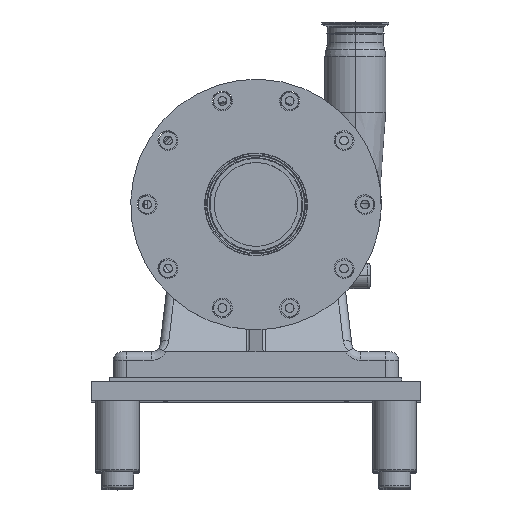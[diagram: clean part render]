
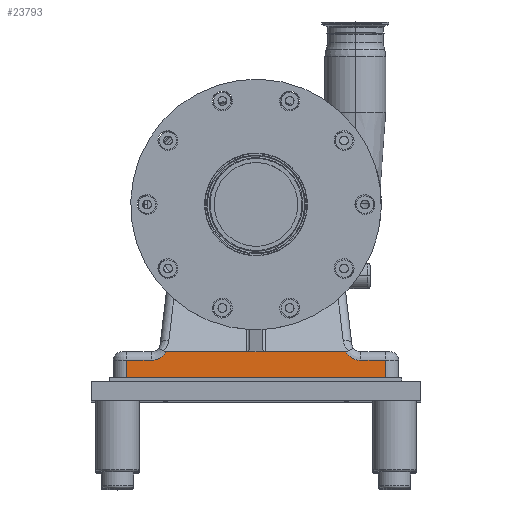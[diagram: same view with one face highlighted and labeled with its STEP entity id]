
A CAD part, top view. The second image highlights one B-rep face of the part: STEP entity #23793.
In plain terms, the highlighted planar face has unit normal (0, 0, 1).
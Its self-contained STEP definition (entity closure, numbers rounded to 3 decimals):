
#123 = CARTESIAN_POINT ( 'NONE',  ( -113.804, -180., -121.5 ) ) ;
#1024 = DIRECTION ( 'NONE',  ( -1., 0., 0. ) ) ;
#1251 = VECTOR ( 'NONE', #20276, 1000. ) ;
#1883 = EDGE_CURVE ( 'NONE', #5840, #6120, #17691, .T. ) ;
#2098 = CARTESIAN_POINT ( 'NONE',  ( -10.5, -170., -121.5 ) ) ;
#2119 = CARTESIAN_POINT ( 'NONE',  ( -103.789, -170., -121.5 ) ) ;
#2269 = LINE ( 'NONE', #10833, #15945 ) ;
#2537 = VECTOR ( 'NONE', #23487, 1000. ) ;
#3057 = ORIENTED_EDGE ( 'NONE', *, *, #17343, .T. ) ;
#3330 = EDGE_CURVE ( 'NONE', #26148, #17077, #27005, .T. ) ;
#3377 = CARTESIAN_POINT ( 'NONE',  ( -150., -180., -121.5 ) ) ;
#3553 = ORIENTED_EDGE ( 'NONE', *, *, #3330, .T. ) ;
#3565 = CARTESIAN_POINT ( 'NONE',  ( -150., -180., -121.5 ) ) ;
#3637 = VECTOR ( 'NONE', #4542, 1000. ) ;
#4542 = DIRECTION ( 'NONE',  ( 1., 0., 0. ) ) ;
#4609 = LINE ( 'NONE', #17025, #2537 ) ;
#4989 = VERTEX_POINT ( 'NONE', #22309 ) ;
#4990 = ORIENTED_EDGE ( 'NONE', *, *, #16578, .T. ) ;
#5063 = CARTESIAN_POINT ( 'NONE',  ( 150., -180., -121.5 ) ) ;
#5458 = EDGE_CURVE ( 'NONE', #23306, #11628, #20301, .T. ) ;
#5523 = ORIENTED_EDGE ( 'NONE', *, *, #22552, .F. ) ;
#5840 = VERTEX_POINT ( 'NONE', #2098 ) ;
#6120 = VERTEX_POINT ( 'NONE', #9368 ) ;
#7183 = CARTESIAN_POINT ( 'NONE',  ( 121.135, -180., -121.5 ) ) ;
#7470 = VERTEX_POINT ( 'NONE', #17983 ) ;
#7700 = PLANE ( 'NONE',  #26780 ) ;
#9310 = CARTESIAN_POINT ( 'NONE',  ( 103.789, -170., -121.5 ) ) ;
#9368 = CARTESIAN_POINT ( 'NONE',  ( -103.789, -170., -121.5 ) ) ;
#9497 =( BOUNDED_CURVE ( )  B_SPLINE_CURVE ( 3, ( #7183, #15644, #11275, #9310 ),
 .UNSPECIFIED., .F., .F. ) 
 B_SPLINE_CURVE_WITH_KNOTS ( ( 4, 4 ),
 ( 4.712, 5.76 ),
 .UNSPECIFIED. ) 
 CURVE ( )  GEOMETRIC_REPRESENTATION_ITEM ( )  RATIONAL_B_SPLINE_CURVE ( ( 1., 0.911, 0.911, 1. ) ) 
 REPRESENTATION_ITEM ( '' )  );
#9613 = VERTEX_POINT ( 'NONE', #16877 ) ;
#10682 = CARTESIAN_POINT ( 'NONE',  ( -121.135, -180., -121.5 ) ) ;
#10833 = CARTESIAN_POINT ( 'NONE',  ( 150., -170., -121.5 ) ) ;
#11144 = CARTESIAN_POINT ( 'NONE',  ( 103.789, -170., -121.5 ) ) ;
#11215 = ORIENTED_EDGE ( 'NONE', *, *, #1883, .T. ) ;
#11275 = CARTESIAN_POINT ( 'NONE',  ( 107.455, -176.34, -121.5 ) ) ;
#11628 = VERTEX_POINT ( 'NONE', #24793 ) ;
#12483 = DIRECTION ( 'NONE',  ( -1., 0., 0. ) ) ;
#13157 = VECTOR ( 'NONE', #21175, 1000. ) ;
#14336 = CARTESIAN_POINT ( 'NONE',  ( 150., -170., -121.5 ) ) ;
#14340 = EDGE_CURVE ( 'NONE', #4989, #9613, #4609, .T. ) ;
#14861 = ORIENTED_EDGE ( 'NONE', *, *, #17821, .T. ) ;
#15093 = DIRECTION ( 'NONE',  ( 0., -1., 0. ) ) ;
#15229 = CARTESIAN_POINT ( 'NONE',  ( -150., -170., -121.5 ) ) ;
#15254 = LINE ( 'NONE', #23847, #3637 ) ;
#15495 = LINE ( 'NONE', #15229, #21274 ) ;
#15644 = CARTESIAN_POINT ( 'NONE',  ( 113.804, -180., -121.5 ) ) ;
#15945 = VECTOR ( 'NONE', #17960, 1000. ) ;
#16160 = DIRECTION ( 'NONE',  ( 0., 0., -1. ) ) ;
#16398 = ORIENTED_EDGE ( 'NONE', *, *, #23319, .T. ) ;
#16578 = EDGE_CURVE ( 'NONE', #6120, #26148, #23331, .T. ) ;
#16877 = CARTESIAN_POINT ( 'NONE',  ( 150., -200., -121.5 ) ) ;
#17025 = CARTESIAN_POINT ( 'NONE',  ( -150., -200., -121.5 ) ) ;
#17077 = VERTEX_POINT ( 'NONE', #3565 ) ;
#17343 = EDGE_CURVE ( 'NONE', #22290, #7470, #18927, .T. ) ;
#17691 = LINE ( 'NONE', #18817, #22589 ) ;
#17821 = EDGE_CURVE ( 'NONE', #17077, #4989, #15495, .T. ) ;
#17960 = DIRECTION ( 'NONE',  ( 0., -1., 0. ) ) ;
#17983 = CARTESIAN_POINT ( 'NONE',  ( 10.5, -170., -121.5 ) ) ;
#18817 = CARTESIAN_POINT ( 'NONE',  ( 112.5, -170., -121.5 ) ) ;
#18927 = LINE ( 'NONE', #25122, #13157 ) ;
#19304 = VECTOR ( 'NONE', #1024, 1000. ) ;
#20276 = DIRECTION ( 'NONE',  ( -1., 0., 0. ) ) ;
#20301 = LINE ( 'NONE', #22958, #19304 ) ;
#20540 = DIRECTION ( 'NONE',  ( -1., 0., 0. ) ) ;
#20802 = FACE_OUTER_BOUND ( 'NONE', #23626, .T. ) ;
#21122 = EDGE_CURVE ( 'NONE', #5840, #7470, #15254, .T. ) ;
#21175 = DIRECTION ( 'NONE',  ( -1., 0., 0. ) ) ;
#21274 = VECTOR ( 'NONE', #15093, 1000. ) ;
#22290 = VERTEX_POINT ( 'NONE', #11144 ) ;
#22309 = CARTESIAN_POINT ( 'NONE',  ( -150., -200., -121.5 ) ) ;
#22552 = EDGE_CURVE ( 'NONE', #23306, #9613, #2269, .T. ) ;
#22589 = VECTOR ( 'NONE', #12483, 1000. ) ;
#22958 = CARTESIAN_POINT ( 'NONE',  ( 121.677, -180., -121.5 ) ) ;
#23306 = VERTEX_POINT ( 'NONE', #5063 ) ;
#23319 = EDGE_CURVE ( 'NONE', #11628, #22290, #9497, .T. ) ;
#23331 =( BOUNDED_CURVE ( )  B_SPLINE_CURVE ( 3, ( #2119, #23347, #123, #10682 ),
 .UNSPECIFIED., .F., .F. ) 
 B_SPLINE_CURVE_WITH_KNOTS ( ( 4, 4 ),
 ( 0.524, 1.571 ),
 .UNSPECIFIED. ) 
 CURVE ( )  GEOMETRIC_REPRESENTATION_ITEM ( )  RATIONAL_B_SPLINE_CURVE ( ( 1., 0.911, 0.911, 1. ) ) 
 REPRESENTATION_ITEM ( '' )  );
#23347 = CARTESIAN_POINT ( 'NONE',  ( -107.455, -176.34, -121.5 ) ) ;
#23373 = CARTESIAN_POINT ( 'NONE',  ( -121.135, -180., -121.5 ) ) ;
#23415 = ORIENTED_EDGE ( 'NONE', *, *, #14340, .T. ) ;
#23487 = DIRECTION ( 'NONE',  ( 1., 0., 0. ) ) ;
#23626 = EDGE_LOOP ( 'NONE', ( #14861, #23415, #5523, #24544, #16398, #3057, #27168, #11215, #4990, #3553 ) ) ;
#23793 = ADVANCED_FACE ( 'NONE', ( #20802 ), #7700, .F. ) ;
#23847 = CARTESIAN_POINT ( 'NONE',  ( -7.5, -170., -121.5 ) ) ;
#24544 = ORIENTED_EDGE ( 'NONE', *, *, #5458, .T. ) ;
#24793 = CARTESIAN_POINT ( 'NONE',  ( 121.135, -180., -121.5 ) ) ;
#25122 = CARTESIAN_POINT ( 'NONE',  ( 112.5, -170., -121.5 ) ) ;
#26148 = VERTEX_POINT ( 'NONE', #23373 ) ;
#26780 = AXIS2_PLACEMENT_3D ( 'NONE', #14336, #16160, #20540 ) ;
#27005 = LINE ( 'NONE', #3377, #1251 ) ;
#27168 = ORIENTED_EDGE ( 'NONE', *, *, #21122, .F. ) ;
